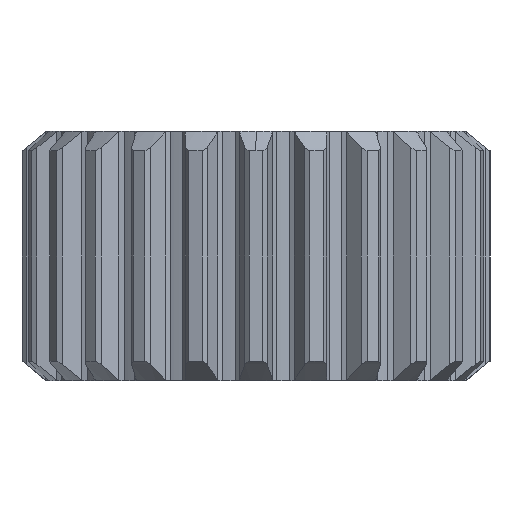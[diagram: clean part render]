
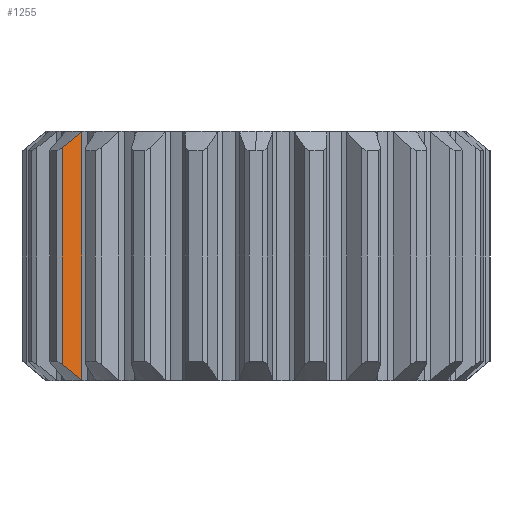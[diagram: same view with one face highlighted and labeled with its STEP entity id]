
A CAD part, left-side view. The second image highlights one B-rep face of the part: STEP entity #1255.
In plain terms, the highlighted planar face has unit normal (-0.971, -0.24, 0).
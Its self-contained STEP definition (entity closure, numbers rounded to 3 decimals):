
#53 = EDGE_CURVE ( 'NONE', #3475, #5546, #4798, .T. ) ;
#102 = PLANE ( 'NONE',  #4492 ) ;
#273 = VERTEX_POINT ( 'NONE', #838 ) ;
#461 = FACE_OUTER_BOUND ( 'NONE', #3160, .T. ) ;
#646 = EDGE_CURVE ( 'NONE', #273, #3475, #6781, .T. ) ;
#748 = DIRECTION ( 'NONE',  ( -0.24, 0.971, 0. ) ) ;
#838 = CARTESIAN_POINT ( 'NONE',  ( -8.989, 13.97, 16.823 ) ) ;
#1180 = CARTESIAN_POINT ( 'NONE',  ( -8.989, 13.97, 1.177 ) ) ;
#1255 = ADVANCED_FACE ( 'NONE', ( #461 ), #102, .F. ) ;
#1268 = DIRECTION ( 'NONE',  ( 0., 0., -1. ) ) ;
#1354 = CARTESIAN_POINT ( 'NONE',  ( -8.989, 13.97, 18. ) ) ;
#1643 = CARTESIAN_POINT ( 'NONE',  ( -8.644, 12.572, 0.04 ) ) ;
#1816 = CARTESIAN_POINT ( 'NONE',  ( -8.644, 12.572, 0.04 ) ) ;
#3160 = EDGE_LOOP ( 'NONE', ( #4863, #7674, #5900, #7321 ) ) ;
#3233 = DIRECTION ( 'NONE',  ( 0., 0., -1. ) ) ;
#3236 = CARTESIAN_POINT ( 'NONE',  ( -8.874, 13.505, 0.797 ) ) ;
#3415 = DIRECTION ( 'NONE',  ( 0.971, 0.24, 0. ) ) ;
#3475 = VERTEX_POINT ( 'NONE', #7650 ) ;
#3967 = CARTESIAN_POINT ( 'NONE',  ( -8.874, 13.505, 17.203 ) ) ;
#4492 = AXIS2_PLACEMENT_3D ( 'NONE', #1354, #3415, #748 ) ;
#4798 = B_SPLINE_CURVE_WITH_KNOTS ( 'NONE', 3,
 ( #1180, #3236, #6618, #1816 ),
 .UNSPECIFIED., .F., .F.,
 ( 4, 4 ),
 ( 0., 0.002 ),
 .UNSPECIFIED. ) ;
#4863 = ORIENTED_EDGE ( 'NONE', *, *, #646, .T. ) ;
#5546 = VERTEX_POINT ( 'NONE', #1643 ) ;
#5900 = ORIENTED_EDGE ( 'NONE', *, *, #7630, .F. ) ;
#5951 = VECTOR ( 'NONE', #1268, 1000. ) ;
#6339 = VECTOR ( 'NONE', #3233, 1000. ) ;
#6483 = VERTEX_POINT ( 'NONE', #8673 ) ;
#6536 = EDGE_CURVE ( 'NONE', #6483, #273, #6777, .T. ) ;
#6584 = CARTESIAN_POINT ( 'NONE',  ( -8.644, 12.572, 18. ) ) ;
#6618 = CARTESIAN_POINT ( 'NONE',  ( -8.759, 13.039, 0.417 ) ) ;
#6660 = CARTESIAN_POINT ( 'NONE',  ( -8.644, 12.572, 17.96 ) ) ;
#6777 = B_SPLINE_CURVE_WITH_KNOTS ( 'NONE', 3,
 ( #6660, #8084, #3967, #8053 ),
 .UNSPECIFIED., .F., .F.,
 ( 4, 4 ),
 ( 0., 0.002 ),
 .UNSPECIFIED. ) ;
#6781 = LINE ( 'NONE', #8537, #5951 ) ;
#7308 = LINE ( 'NONE', #6584, #6339 ) ;
#7321 = ORIENTED_EDGE ( 'NONE', *, *, #6536, .T. ) ;
#7630 = EDGE_CURVE ( 'NONE', #6483, #5546, #7308, .T. ) ;
#7650 = CARTESIAN_POINT ( 'NONE',  ( -8.989, 13.97, 1.177 ) ) ;
#7674 = ORIENTED_EDGE ( 'NONE', *, *, #53, .T. ) ;
#8053 = CARTESIAN_POINT ( 'NONE',  ( -8.989, 13.97, 16.823 ) ) ;
#8084 = CARTESIAN_POINT ( 'NONE',  ( -8.759, 13.039, 17.583 ) ) ;
#8537 = CARTESIAN_POINT ( 'NONE',  ( -8.989, 13.97, 18. ) ) ;
#8673 = CARTESIAN_POINT ( 'NONE',  ( -8.644, 12.572, 17.96 ) ) ;
